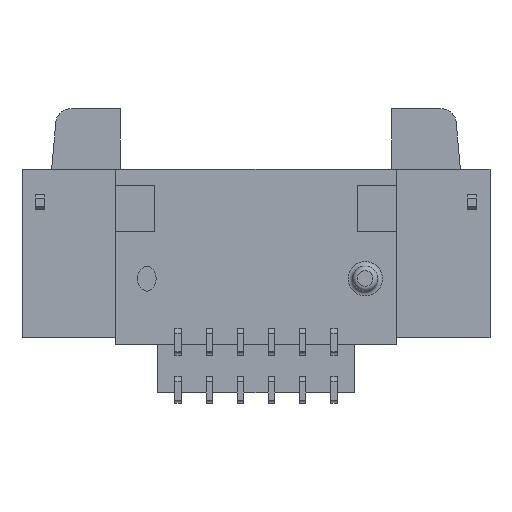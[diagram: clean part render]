
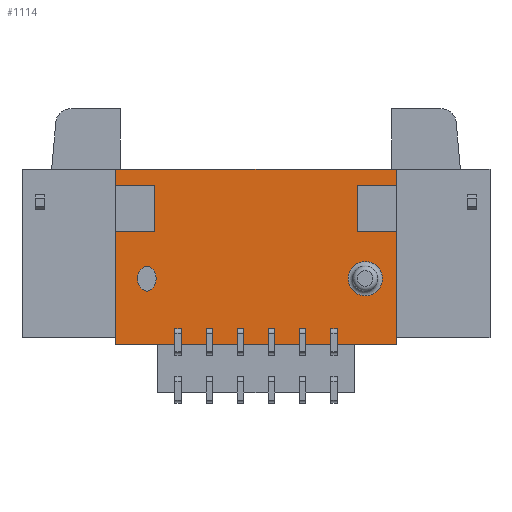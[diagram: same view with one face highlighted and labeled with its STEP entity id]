
A CAD part, front view. The second image highlights one B-rep face of the part: STEP entity #1114.
In plain terms, the highlighted face is planar.
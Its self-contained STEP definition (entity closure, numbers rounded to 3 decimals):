
#1114 = ADVANCED_FACE( '', ( #2238, #2239, #2240 ), #2241, .T. );
#2238 = FACE_BOUND( '', #3369, .T. );
#2239 = FACE_BOUND( '', #3370, .T. );
#2240 = FACE_OUTER_BOUND( '', #3371, .T. );
#2241 = PLANE( '', #3372 );
#3369 = EDGE_LOOP( '', ( #6753, #6754, #6755, #6756 ) );
#3370 = EDGE_LOOP( '', ( #6757 ) );
#3371 = EDGE_LOOP( '', ( #6758, #6759, #6760, #6761, #6762, #6763, #6764, #6765, #6766, #6767, #6768, #6769 ) );
#3372 = AXIS2_PLACEMENT_3D( '', #6770, #6771, #6772 );
#6753 = ORIENTED_EDGE( '', *, *, #7754, .F. );
#6754 = ORIENTED_EDGE( '', *, *, #7356, .F. );
#6755 = ORIENTED_EDGE( '', *, *, #7931, .F. );
#6756 = ORIENTED_EDGE( '', *, *, #8301, .F. );
#6757 = ORIENTED_EDGE( '', *, *, #8383, .T. );
#6758 = ORIENTED_EDGE( '', *, *, #8306, .F. );
#6759 = ORIENTED_EDGE( '', *, *, #8323, .T. );
#6760 = ORIENTED_EDGE( '', *, *, #8354, .T. );
#6761 = ORIENTED_EDGE( '', *, *, #7927, .T. );
#6762 = ORIENTED_EDGE( '', *, *, #7687, .F. );
#6763 = ORIENTED_EDGE( '', *, *, #7457, .T. );
#6764 = ORIENTED_EDGE( '', *, *, #7099, .T. );
#6765 = ORIENTED_EDGE( '', *, *, #7926, .T. );
#6766 = ORIENTED_EDGE( '', *, *, #7485, .T. );
#6767 = ORIENTED_EDGE( '', *, *, #8325, .T. );
#6768 = ORIENTED_EDGE( '', *, *, #8282, .T. );
#6769 = ORIENTED_EDGE( '', *, *, #7867, .F. );
#6770 = CARTESIAN_POINT( '', ( 0., 0., 3.125 ) );
#6771 = DIRECTION( '', ( 0., 0., 1. ) );
#6772 = DIRECTION( '', ( 1., 0., 0. ) );
#7099 = EDGE_CURVE( '', #8592, #8593, #8594, .T. );
#7356 = EDGE_CURVE( '', #9049, #9050, #9051, .T. );
#7457 = EDGE_CURVE( '', #9220, #8592, #9221, .T. );
#7485 = EDGE_CURVE( '', #9263, #9261, #9264, .T. );
#7687 = EDGE_CURVE( '', #9220, #9588, #9589, .T. );
#7754 = EDGE_CURVE( '', #9050, #9682, #9683, .T. );
#7867 = EDGE_CURVE( '', #9849, #9844, #9851, .T. );
#7926 = EDGE_CURVE( '', #8593, #9263, #9939, .T. );
#7927 = EDGE_CURVE( '', #9940, #9588, #9941, .T. );
#7931 = EDGE_CURVE( '', #9946, #9049, #9947, .T. );
#8282 = EDGE_CURVE( '', #10383, #9844, #10384, .T. );
#8301 = EDGE_CURVE( '', #9682, #9946, #10406, .T. );
#8306 = EDGE_CURVE( '', #10411, #9849, #10413, .T. );
#8323 = EDGE_CURVE( '', #10411, #10429, #10431, .T. );
#8325 = EDGE_CURVE( '', #9261, #10383, #10433, .T. );
#8354 = EDGE_CURVE( '', #10429, #9940, #10462, .T. );
#8383 = EDGE_CURVE( '', #10491, #10491, #10492, .T. );
#8592 = VERTEX_POINT( '', #10761 );
#8593 = VERTEX_POINT( '', #10762 );
#8594 = LINE( '', #10763, #10764 );
#9049 = VERTEX_POINT( '', #11407 );
#9050 = VERTEX_POINT( '', #11408 );
#9051 = CIRCLE( '', #11409, 0.218 );
#9220 = VERTEX_POINT( '', #11648 );
#9221 = LINE( '', #11649, #11650 );
#9261 = VERTEX_POINT( '', #11710 );
#9263 = VERTEX_POINT( '', #11713 );
#9264 = LINE( '', #11714, #11715 );
#9588 = VERTEX_POINT( '', #12167 );
#9589 = LINE( '', #12168, #12169 );
#9682 = VERTEX_POINT( '', #12305 );
#9683 = CIRCLE( '', #12306, 0.46 );
#9844 = VERTEX_POINT( '', #12542 );
#9849 = VERTEX_POINT( '', #12549 );
#9851 = LINE( '', #12552, #12553 );
#9939 = LINE( '', #12679, #12680 );
#9940 = VERTEX_POINT( '', #12681 );
#9941 = LINE( '', #12682, #12683 );
#9946 = VERTEX_POINT( '', #12690 );
#9947 = CIRCLE( '', #12691, 0.46 );
#10383 = VERTEX_POINT( '', #13328 );
#10384 = LINE( '', #13329, #13330 );
#10406 = CIRCLE( '', #13359, 0.218 );
#10411 = VERTEX_POINT( '', #13365 );
#10413 = LINE( '', #13368, #13369 );
#10429 = VERTEX_POINT( '', #13393 );
#10431 = LINE( '', #13396, #13397 );
#10433 = LINE( '', #13400, #13401 );
#10462 = LINE( '', #13443, #13444 );
#10491 = VERTEX_POINT( '', #13479 );
#10492 = CIRCLE( '', #13480, 0.55 );
#10761 = CARTESIAN_POINT( '', ( -3.25, 3.6, 3.125 ) );
#10762 = CARTESIAN_POINT( '', ( -4.5, 3.6, 3.125 ) );
#10763 = CARTESIAN_POINT( '', ( 0., 3.6, 3.125 ) );
#10764 = VECTOR( '', #13644, 1000. );
#11407 = CARTESIAN_POINT( '', ( -3.35, 2.44, 3.125 ) );
#11408 = CARTESIAN_POINT( '', ( -3.65, 2.44, 3.125 ) );
#11409 = AXIS2_PLACEMENT_3D( '', #13923, #13924, #13925 );
#11648 = CARTESIAN_POINT( '', ( -3.25, 5.1, 3.125 ) );
#11649 = CARTESIAN_POINT( '', ( -3.25, 5.1, 3.125 ) );
#11650 = VECTOR( '', #14041, 1000. );
#11710 = CARTESIAN_POINT( '', ( 4.5, 0., 3.125 ) );
#11713 = CARTESIAN_POINT( '', ( -4.5, 0., 3.125 ) );
#11714 = CARTESIAN_POINT( '', ( -4.5, 0., 3.125 ) );
#11715 = VECTOR( '', #14063, 1000. );
#12167 = CARTESIAN_POINT( '', ( -4.5, 5.1, 3.125 ) );
#12168 = CARTESIAN_POINT( '', ( 0., 5.1, 3.125 ) );
#12169 = VECTOR( '', #14309, 1000. );
#12305 = CARTESIAN_POINT( '', ( -3.65, 1.76, 3.125 ) );
#12306 = AXIS2_PLACEMENT_3D( '', #14362, #14363, #14364 );
#12542 = CARTESIAN_POINT( '', ( 3.25, 3.6, 3.125 ) );
#12549 = CARTESIAN_POINT( '', ( 3.25, 5.1, 3.125 ) );
#12552 = CARTESIAN_POINT( '', ( 3.25, 5.1, 3.125 ) );
#12553 = VECTOR( '', #14470, 1000. );
#12679 = CARTESIAN_POINT( '', ( -4.5, 0.2, 3.125 ) );
#12680 = VECTOR( '', #14542, 1000. );
#12681 = CARTESIAN_POINT( '', ( -4.5, 5.6, 3.125 ) );
#12682 = CARTESIAN_POINT( '', ( -4.5, 0.2, 3.125 ) );
#12683 = VECTOR( '', #14543, 1000. );
#12690 = CARTESIAN_POINT( '', ( -3.35, 1.76, 3.125 ) );
#12691 = AXIS2_PLACEMENT_3D( '', #14546, #14547, #14548 );
#13328 = CARTESIAN_POINT( '', ( 4.5, 3.6, 3.125 ) );
#13329 = CARTESIAN_POINT( '', ( 0., 3.6, 3.125 ) );
#13330 = VECTOR( '', #14807, 1000. );
#13359 = AXIS2_PLACEMENT_3D( '', #14821, #14822, #14823 );
#13365 = CARTESIAN_POINT( '', ( 4.5, 5.1, 3.125 ) );
#13368 = CARTESIAN_POINT( '', ( 0., 5.1, 3.125 ) );
#13369 = VECTOR( '', #14826, 1000. );
#13393 = CARTESIAN_POINT( '', ( 4.5, 5.6, 3.125 ) );
#13396 = CARTESIAN_POINT( '', ( 4.5, 0., 3.125 ) );
#13397 = VECTOR( '', #14836, 1000. );
#13400 = CARTESIAN_POINT( '', ( 4.5, 0., 3.125 ) );
#13401 = VECTOR( '', #14838, 1000. );
#13443 = CARTESIAN_POINT( '', ( 7.5, 5.6, 3.125 ) );
#13444 = VECTOR( '', #14855, 1000. );
#13479 = CARTESIAN_POINT( '', ( 2.95, 2.1, 3.125 ) );
#13480 = AXIS2_PLACEMENT_3D( '', #14871, #14872, #14873 );
#13644 = DIRECTION( '', ( -1., 0., 0. ) );
#13923 = CARTESIAN_POINT( '', ( -3.5, 2.283, 3.125 ) );
#13924 = DIRECTION( '', ( 0., 0., 1. ) );
#13925 = DIRECTION( '', ( 1., 0., 0. ) );
#14041 = DIRECTION( '', ( 0., -1., 0. ) );
#14063 = DIRECTION( '', ( 1., 0., 0. ) );
#14309 = DIRECTION( '', ( -1., 0., 0. ) );
#14362 = CARTESIAN_POINT( '', ( -3.34, 2.1, 3.125 ) );
#14363 = DIRECTION( '', ( 0., 0., 1. ) );
#14364 = DIRECTION( '', ( 1., 0., 0. ) );
#14470 = DIRECTION( '', ( 0., -1., 0. ) );
#14542 = DIRECTION( '', ( 0., -1., 0. ) );
#14543 = DIRECTION( '', ( 0., -1., 0. ) );
#14546 = CARTESIAN_POINT( '', ( -3.66, 2.1, 3.125 ) );
#14547 = DIRECTION( '', ( 0., 0., 1. ) );
#14548 = DIRECTION( '', ( 1., 0., 0. ) );
#14807 = DIRECTION( '', ( -1., 0., 0. ) );
#14821 = CARTESIAN_POINT( '', ( -3.5, 1.918, 3.125 ) );
#14822 = DIRECTION( '', ( 0., 0., 1. ) );
#14823 = DIRECTION( '', ( 1., 0., 0. ) );
#14826 = DIRECTION( '', ( -1., 0., 0. ) );
#14836 = DIRECTION( '', ( 0., 1., 0. ) );
#14838 = DIRECTION( '', ( 0., 1., 0. ) );
#14855 = DIRECTION( '', ( -1., 0., 0. ) );
#14871 = CARTESIAN_POINT( '', ( 3.5, 2.1, 3.125 ) );
#14872 = DIRECTION( '', ( 0., 0., -1. ) );
#14873 = DIRECTION( '', ( -1., 0., 0. ) );
